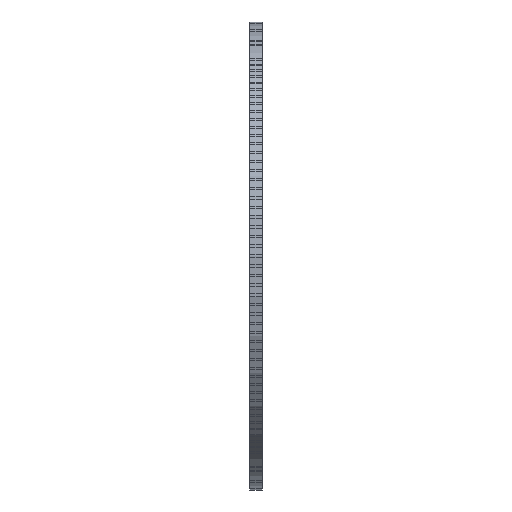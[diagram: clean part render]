
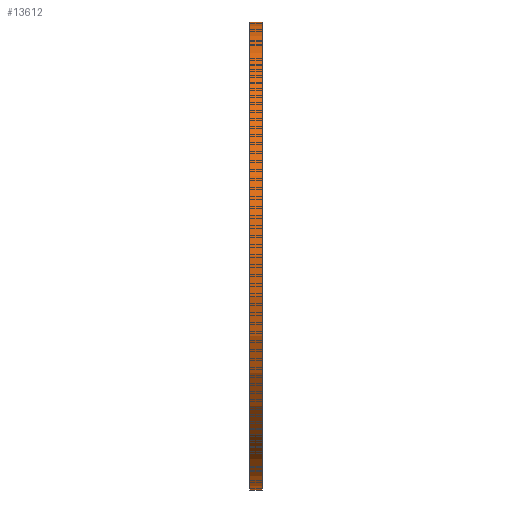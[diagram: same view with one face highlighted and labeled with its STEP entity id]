
A CAD part, front view. The second image highlights one B-rep face of the part: STEP entity #13612.
In plain terms, the highlighted cylindrical face has radius 230 mm (diameter 460 mm), a partial arc.
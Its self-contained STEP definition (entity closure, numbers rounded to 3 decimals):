
#214 = CIRCLE ( 'NONE', #19835, 230. ) ;
#302 = FACE_OUTER_BOUND ( 'NONE', #17621, .T. ) ;
#1888 = CIRCLE ( 'NONE', #16439, 230. ) ;
#1890 = EDGE_CURVE ( 'NONE', #14273, #3626, #1888, .T. ) ;
#1998 = CARTESIAN_POINT ( 'NONE',  ( -10., 0., -230. ) ) ;
#2120 = ORIENTED_EDGE ( 'NONE', *, *, #19196, .T. ) ;
#2803 = VECTOR ( 'NONE', #8293, 1000. ) ;
#3366 = DIRECTION ( 'NONE',  ( -1., 0., 0. ) ) ;
#3384 = LINE ( 'NONE', #20505, #18509 ) ;
#3626 = VERTEX_POINT ( 'NONE', #15259 ) ;
#7268 = VERTEX_POINT ( 'NONE', #9079 ) ;
#7945 = AXIS2_PLACEMENT_3D ( 'NONE', #20361, #13880, #17213 ) ;
#8293 = DIRECTION ( 'NONE',  ( -1., 0., 0. ) ) ;
#9079 = CARTESIAN_POINT ( 'NONE',  ( 12., 0., -230. ) ) ;
#9148 = EDGE_CURVE ( 'NONE', #7268, #14273, #14858, .T. ) ;
#10008 = CARTESIAN_POINT ( 'NONE',  ( 12., 0., 0. ) ) ;
#11534 = DIRECTION ( 'NONE',  ( 0., 0., 1. ) ) ;
#12129 = CARTESIAN_POINT ( 'NONE',  ( 0., 0., -230. ) ) ;
#13612 = ADVANCED_FACE ( 'NONE', ( #302 ), #19798, .T. ) ;
#13833 = VERTEX_POINT ( 'NONE', #14642 ) ;
#13880 = DIRECTION ( 'NONE',  ( -1., 0., 0. ) ) ;
#14228 = CARTESIAN_POINT ( 'NONE',  ( 0., 0., 0. ) ) ;
#14273 = VERTEX_POINT ( 'NONE', #12129 ) ;
#14642 = CARTESIAN_POINT ( 'NONE',  ( 12., 0., 230. ) ) ;
#14858 = LINE ( 'NONE', #1998, #2803 ) ;
#15259 = CARTESIAN_POINT ( 'NONE',  ( 0., 0., 230. ) ) ;
#15656 = DIRECTION ( 'NONE',  ( -1., 0., 0. ) ) ;
#16248 = ORIENTED_EDGE ( 'NONE', *, *, #1890, .F. ) ;
#16439 = AXIS2_PLACEMENT_3D ( 'NONE', #14228, #3366, #18624 ) ;
#16841 = EDGE_CURVE ( 'NONE', #13833, #3626, #3384, .T. ) ;
#17213 = DIRECTION ( 'NONE',  ( 0., 0., 1. ) ) ;
#17280 = ORIENTED_EDGE ( 'NONE', *, *, #16841, .T. ) ;
#17339 = ORIENTED_EDGE ( 'NONE', *, *, #9148, .F. ) ;
#17621 = EDGE_LOOP ( 'NONE', ( #17339, #2120, #17280, #16248 ) ) ;
#18320 = DIRECTION ( 'NONE',  ( -1., 0., 0. ) ) ;
#18509 = VECTOR ( 'NONE', #15656, 1000. ) ;
#18624 = DIRECTION ( 'NONE',  ( 0., 0., 1. ) ) ;
#19196 = EDGE_CURVE ( 'NONE', #7268, #13833, #214, .T. ) ;
#19798 = CYLINDRICAL_SURFACE ( 'NONE', #7945, 230. ) ;
#19835 = AXIS2_PLACEMENT_3D ( 'NONE', #10008, #18320, #11534 ) ;
#20361 = CARTESIAN_POINT ( 'NONE',  ( -10., 0., 0. ) ) ;
#20505 = CARTESIAN_POINT ( 'NONE',  ( -10., 0., 230. ) ) ;
